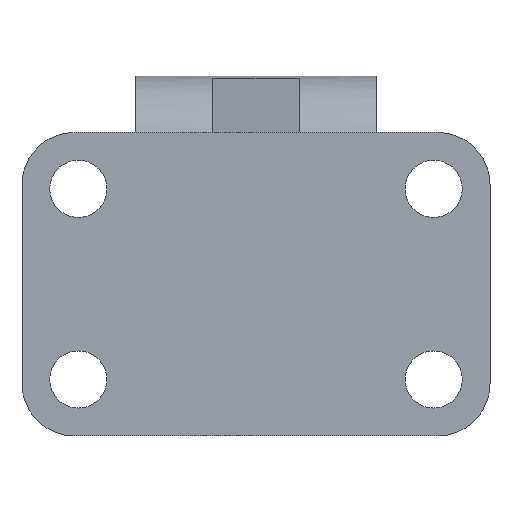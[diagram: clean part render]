
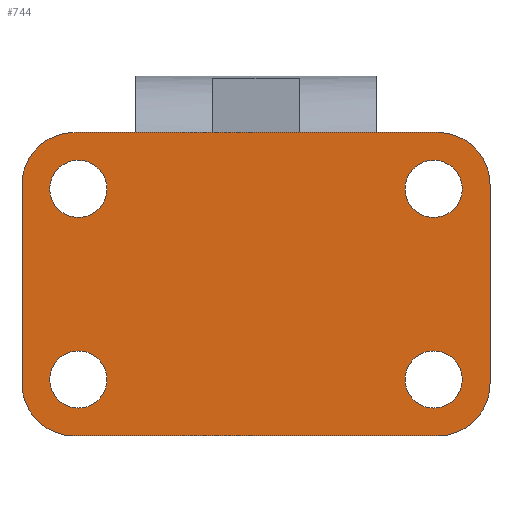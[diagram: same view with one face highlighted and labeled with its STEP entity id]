
A CAD part, front view. The second image highlights one B-rep face of the part: STEP entity #744.
In plain terms, the highlighted planar face has unit normal (0, -1, 0).
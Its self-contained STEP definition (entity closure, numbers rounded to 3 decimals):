
#41=LINE('',#1052,#71);
#45=LINE('',#1062,#75);
#49=LINE('',#1071,#79);
#52=LINE('',#1079,#82);
#71=VECTOR('',#882,1000.);
#75=VECTOR('',#892,1000.);
#79=VECTOR('',#902,1000.);
#82=VECTOR('',#911,1000.);
#93=PLANE('',#796);
#161=ORIENTED_EDGE('',*,*,#267,.T.);
#162=ORIENTED_EDGE('',*,*,#268,.T.);
#163=ORIENTED_EDGE('',*,*,#269,.T.);
#164=ORIENTED_EDGE('',*,*,#270,.T.);
#165=ORIENTED_EDGE('',*,*,#250,.F.);
#166=ORIENTED_EDGE('',*,*,#266,.F.);
#167=ORIENTED_EDGE('',*,*,#264,.F.);
#168=ORIENTED_EDGE('',*,*,#262,.F.);
#169=ORIENTED_EDGE('',*,*,#260,.F.);
#170=ORIENTED_EDGE('',*,*,#258,.F.);
#171=ORIENTED_EDGE('',*,*,#255,.F.);
#172=ORIENTED_EDGE('',*,*,#253,.F.);
#250=EDGE_CURVE('',#311,#312,#41,.T.);
#253=EDGE_CURVE('',#312,#313,#345,.T.);
#255=EDGE_CURVE('',#313,#314,#45,.T.);
#258=EDGE_CURVE('',#314,#315,#346,.T.);
#260=EDGE_CURVE('',#315,#316,#49,.T.);
#262=EDGE_CURVE('',#316,#317,#347,.T.);
#264=EDGE_CURVE('',#317,#318,#52,.T.);
#266=EDGE_CURVE('',#318,#311,#348,.T.);
#267=EDGE_CURVE('',#319,#319,#349,.T.);
#268=EDGE_CURVE('',#320,#320,#350,.T.);
#269=EDGE_CURVE('',#321,#321,#351,.T.);
#270=EDGE_CURVE('',#322,#322,#352,.T.);
#311=VERTEX_POINT('',#1053);
#312=VERTEX_POINT('',#1054);
#313=VERTEX_POINT('',#1059);
#314=VERTEX_POINT('',#1063);
#315=VERTEX_POINT('',#1068);
#316=VERTEX_POINT('',#1072);
#317=VERTEX_POINT('',#1076);
#318=VERTEX_POINT('',#1080);
#319=VERTEX_POINT('',#1086);
#320=VERTEX_POINT('',#1088);
#321=VERTEX_POINT('',#1090);
#322=VERTEX_POINT('',#1092);
#345=CIRCLE('',#786,6.);
#346=CIRCLE('',#789,6.);
#347=CIRCLE('',#792,6.);
#348=CIRCLE('',#795,6.);
#349=CIRCLE('',#797,3.3);
#350=CIRCLE('',#798,3.3);
#351=CIRCLE('',#799,3.3);
#352=CIRCLE('',#800,3.3);
#384=EDGE_LOOP('',(#161));
#385=EDGE_LOOP('',(#162));
#386=EDGE_LOOP('',(#163));
#387=EDGE_LOOP('',(#164));
#388=EDGE_LOOP('',(#165,#166,#167,#168,#169,#170,#171,#172));
#444=FACE_BOUND('',#384,.T.);
#445=FACE_BOUND('',#385,.T.);
#446=FACE_BOUND('',#386,.T.);
#447=FACE_BOUND('',#387,.T.);
#448=FACE_BOUND('',#388,.T.);
#744=ADVANCED_FACE('',(#444,#445,#446,#447,#448),#93,.F.);
#786=AXIS2_PLACEMENT_3D('',#1058,#887,#888);
#789=AXIS2_PLACEMENT_3D('',#1067,#897,#898);
#792=AXIS2_PLACEMENT_3D('',#1075,#906,#907);
#795=AXIS2_PLACEMENT_3D('',#1083,#915,#916);
#796=AXIS2_PLACEMENT_3D('',#1084,#917,#918);
#797=AXIS2_PLACEMENT_3D('',#1085,#919,#920);
#798=AXIS2_PLACEMENT_3D('',#1087,#921,#922);
#799=AXIS2_PLACEMENT_3D('',#1089,#923,#924);
#800=AXIS2_PLACEMENT_3D('',#1091,#925,#926);
#882=DIRECTION('',(0.,0.,1.));
#887=DIRECTION('',(0.,1.,0.));
#888=DIRECTION('',(1.,0.,0.));
#892=DIRECTION('',(1.,0.,0.));
#897=DIRECTION('',(0.,1.,0.));
#898=DIRECTION('',(1.,0.,0.));
#902=DIRECTION('',(0.,0.,-1.));
#906=DIRECTION('',(0.,1.,0.));
#907=DIRECTION('',(1.,0.,0.));
#911=DIRECTION('',(-1.,0.,0.));
#915=DIRECTION('',(0.,1.,0.));
#916=DIRECTION('',(1.,0.,0.));
#917=DIRECTION('',(0.,1.,0.));
#918=DIRECTION('',(0.,0.,1.));
#919=DIRECTION('',(0.,1.,0.));
#920=DIRECTION('',(0.,0.,1.));
#921=DIRECTION('',(0.,1.,0.));
#922=DIRECTION('',(0.,0.,1.));
#923=DIRECTION('',(0.,1.,0.));
#924=DIRECTION('',(0.,0.,1.));
#925=DIRECTION('',(0.,1.,0.));
#926=DIRECTION('',(0.,0.,1.));
#1052=CARTESIAN_POINT('',(-27.,0.,-11.5));
#1053=CARTESIAN_POINT('',(-27.,0.,-11.5));
#1054=CARTESIAN_POINT('',(-27.,0.,11.5));
#1058=CARTESIAN_POINT('',(-21.,0.,11.5));
#1059=CARTESIAN_POINT('',(-21.,0.,17.5));
#1062=CARTESIAN_POINT('',(-21.,0.,17.5));
#1063=CARTESIAN_POINT('',(21.,0.,17.5));
#1067=CARTESIAN_POINT('',(21.,0.,11.5));
#1068=CARTESIAN_POINT('',(27.,0.,11.5));
#1071=CARTESIAN_POINT('',(27.,0.,11.5));
#1072=CARTESIAN_POINT('',(27.,0.,-11.5));
#1075=CARTESIAN_POINT('',(21.,0.,-11.5));
#1076=CARTESIAN_POINT('',(21.,0.,-17.5));
#1079=CARTESIAN_POINT('',(21.,0.,-17.5));
#1080=CARTESIAN_POINT('',(-21.,0.,-17.5));
#1083=CARTESIAN_POINT('',(-21.,0.,-11.5));
#1084=CARTESIAN_POINT('',(-21.,0.,11.5));
#1085=CARTESIAN_POINT('',(20.5,0.,-11.));
#1086=CARTESIAN_POINT('',(20.5,0.,-7.7));
#1087=CARTESIAN_POINT('',(-20.5,0.,-11.));
#1088=CARTESIAN_POINT('',(-20.5,0.,-7.7));
#1089=CARTESIAN_POINT('',(20.5,0.,11.));
#1090=CARTESIAN_POINT('',(20.5,0.,14.3));
#1091=CARTESIAN_POINT('',(-20.5,0.,11.));
#1092=CARTESIAN_POINT('',(-20.5,0.,14.3));
